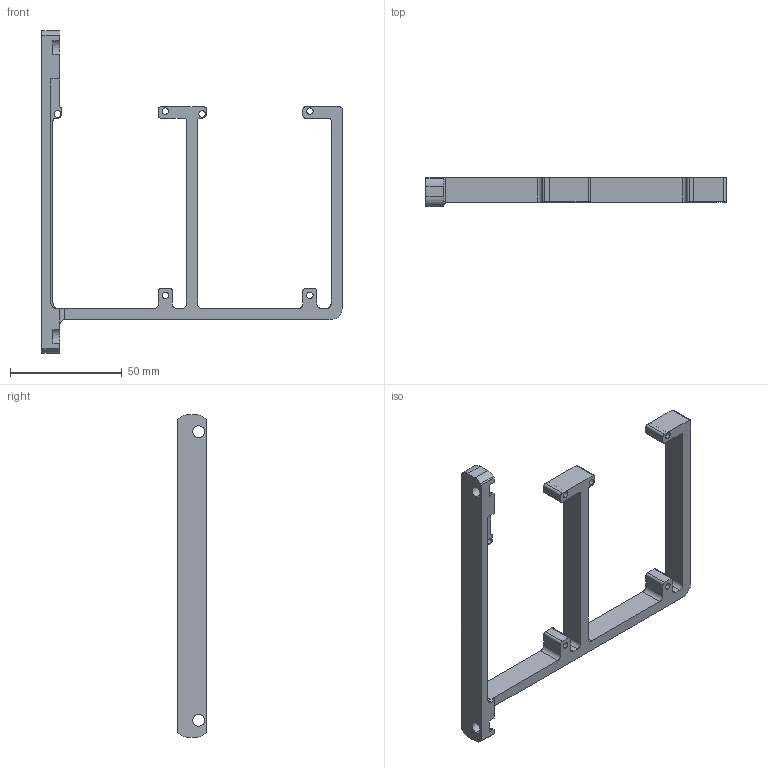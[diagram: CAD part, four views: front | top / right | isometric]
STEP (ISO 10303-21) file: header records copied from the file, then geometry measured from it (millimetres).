
FILE_DESCRIPTION (( 'STEP AP214' ), '1' );
FILE_NAME ('2mm Lower Prototype.STEP', '2018-11-30T09:41:32', ( '' ), ( '' ), 'SwSTEP 2.0', 'SolidWorks 2018', '' );
FILE_SCHEMA (( 'AUTOMOTIVE_DESIGN' ));
Length unit declared in the file: millimetre
Products named in the file (1): 2mm Lower Prototype
Bounding box: 134.53 x 12.8 x 144.35 mm (x, y, z)
Volume: 29585.3 mm3; surface area: 17437.4 mm2
Topology: 1 solids, 1 shells, 103 faces, 302 edges, 201 vertices
Faces by surface type: cylinder 55, plane 48
Entity records: 3537 total; most frequent: CARTESIAN_POINT 622, DIRECTION 619, ORIENTED_EDGE 604, EDGE_CURVE 302, AXIS2_PLACEMENT_3D 214, VERTEX_POINT 201, LINE 191, VECTOR 191
